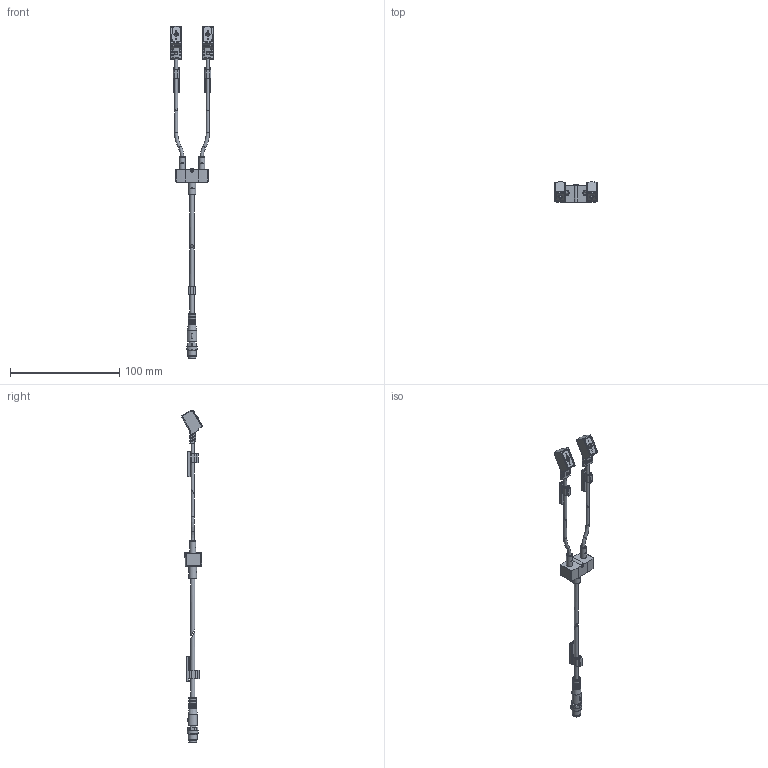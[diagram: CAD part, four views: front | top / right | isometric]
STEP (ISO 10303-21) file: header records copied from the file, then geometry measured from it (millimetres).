
FILE_DESCRIPTION(/* description */ ('STEP AP214'),/* implementation_level */ '2;1');
FILE_NAME(/* name */ '8035789_NEDY-L2R1-V1-Z4W2Z-U-0_3L-M8G4-2_5R',/* time_stamp */ '2024-09-12T22:18:16+02:00',/* author */ ('License CC BY-ND 4.0'),/* organization */ ('CADENAS'),/* preprocessor_version */ 'ST-DEVELOPER v19.3',/* originating_system */ 'PARTsolutions',/* authorisation */ ' ');
FILE_SCHEMA (('AUTOMOTIVE_DESIGN {1 0 10303 214 3 1 1}'));
Length unit declared in the file: millimetre
Products named in the file (6): 8035789 NEDY-L2R1-V1-Z4W2Z-U-0.3L-M8G4-2.5R; 4669798 NEDY-D4.5-D2.9---(3.8G); 1524083 Z42L_KMYZ-3_p---(0_2.9_2); 1046268 ASCF-M-23-S DM 2.5-3.5; 1349424 M8G-Stecker_p---(2_3.8_4); 1051830 ASCF-M-23-C DM 4.0-5.6
Assembly tree (7 placements, depth 2):
  8035789 NEDY-L2R1-V1-Z4W2Z-U-0.3L-M8G4-2.5R
    4669798 NEDY-D4.5-D2.9---(3.8G)
    1524083 Z42L_KMYZ-3_p---(0_2.9_2)  x2
    1046268 ASCF-M-23-S DM 2.5-3.5  x2
    1349424 M8G-Stecker_p---(2_3.8_4)
    1051830 ASCF-M-23-C DM 4.0-5.6
Bounding box: 38.7 x 18.64 x 303.51 mm (x, y, z)
Volume: 15936 mm3; surface area: 13701.6 mm2
Topology: 7 solids, 7 shells, 730 faces, 1931 edges, 1260 vertices
Faces by surface type: plane 380, cylinder 293, torus 26, cone 25, sphere 6
Full cylindrical faces by diameter (mm): 1 x4, 2 x2, 2.2 x1, 2.9 x4, 3.8 x2, 4 x2, 4.1 x4, 4.7 x1, 5.4 x2, 5.8 x1, 5.9 x1, 6.9 x1, 7 x6, 8 x1, 8.5 x1, 10 x1
Entity records: 17817 total; most frequent: CARTESIAN_POINT 3103, DIRECTION 2568, ORIENTED_EDGE 2488, EDGE_CURVE 1244, AXIS2_PLACEMENT_3D 939, VERTEX_POINT 841, LINE 690, VECTOR 690
